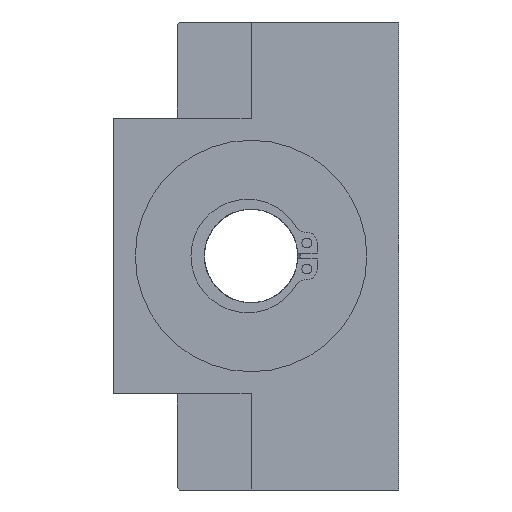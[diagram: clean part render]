
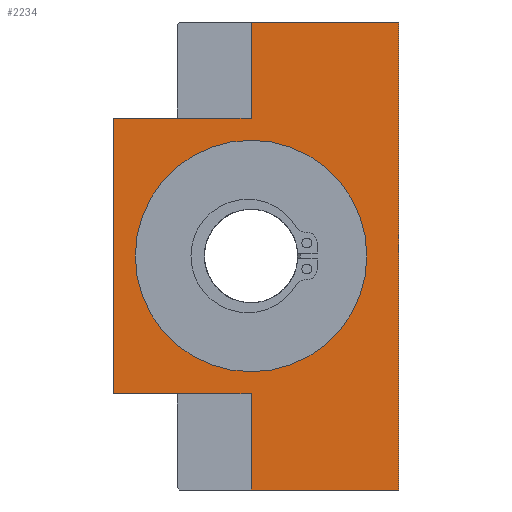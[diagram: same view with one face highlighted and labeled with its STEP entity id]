
A CAD part, left-side view. The second image highlights one B-rep face of the part: STEP entity #2234.
In plain terms, the highlighted planar face has unit normal (-1, 0, 0).
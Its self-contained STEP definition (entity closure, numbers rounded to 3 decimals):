
#72=PLANE('',#2459);
#168=LINE('',#3422,#356);
#172=LINE('',#3431,#360);
#175=LINE('',#3441,#363);
#178=LINE('',#3447,#366);
#181=LINE('',#3455,#369);
#184=LINE('',#3461,#372);
#187=LINE('',#3467,#375);
#190=LINE('',#3473,#378);
#356=VECTOR('',#2747,1000.);
#360=VECTOR('',#2753,1000.);
#363=VECTOR('',#2762,1000.);
#366=VECTOR('',#2767,1000.);
#369=VECTOR('',#2774,1000.);
#372=VECTOR('',#2779,1000.);
#375=VECTOR('',#2784,1000.);
#378=VECTOR('',#2789,1000.);
#639=ORIENTED_EDGE('',*,*,#1163,.T.);
#640=ORIENTED_EDGE('',*,*,#1135,.F.);
#641=ORIENTED_EDGE('',*,*,#1160,.F.);
#642=ORIENTED_EDGE('',*,*,#1157,.F.);
#643=ORIENTED_EDGE('',*,*,#1154,.F.);
#644=ORIENTED_EDGE('',*,*,#1151,.F.);
#645=ORIENTED_EDGE('',*,*,#1147,.F.);
#646=ORIENTED_EDGE('',*,*,#1144,.F.);
#647=ORIENTED_EDGE('',*,*,#1139,.F.);
#1135=EDGE_CURVE('',#1412,#1413,#168,.T.);
#1139=EDGE_CURVE('',#1413,#1416,#172,.T.);
#1144=EDGE_CURVE('',#1416,#1420,#175,.T.);
#1147=EDGE_CURVE('',#1420,#1422,#178,.T.);
#1151=EDGE_CURVE('',#1422,#1425,#181,.T.);
#1154=EDGE_CURVE('',#1425,#1427,#184,.T.);
#1157=EDGE_CURVE('',#1427,#1429,#187,.T.);
#1160=EDGE_CURVE('',#1429,#1412,#190,.T.);
#1163=EDGE_CURVE('',#1432,#1432,#1623,.T.);
#1412=VERTEX_POINT('',#3423);
#1413=VERTEX_POINT('',#3424);
#1416=VERTEX_POINT('',#3432);
#1420=VERTEX_POINT('',#3442);
#1422=VERTEX_POINT('',#3448);
#1425=VERTEX_POINT('',#3456);
#1427=VERTEX_POINT('',#3462);
#1429=VERTEX_POINT('',#3468);
#1432=VERTEX_POINT('',#3480);
#1623=CIRCLE('',#2460,23.5);
#1733=EDGE_LOOP('',(#639));
#1734=EDGE_LOOP('',(#640,#641,#642,#643,#644,#645,#646,#647));
#1965=FACE_BOUND('',#1733,.T.);
#1966=FACE_BOUND('',#1734,.T.);
#2234=ADVANCED_FACE('',(#1965,#1966),#72,.F.);
#2459=AXIS2_PLACEMENT_3D('',#3478,#2795,#2796);
#2460=AXIS2_PLACEMENT_3D('',#3479,#2797,#2798);
#2747=DIRECTION('',(0.,0.,1.));
#2753=DIRECTION('',(0.,-1.,0.));
#2762=DIRECTION('',(0.,0.,-1.));
#2767=DIRECTION('',(0.,1.,0.));
#2774=DIRECTION('',(0.,0.,1.));
#2779=DIRECTION('',(0.,1.,0.));
#2784=DIRECTION('',(0.,0.,1.));
#2789=DIRECTION('',(0.,-1.,0.));
#2795=DIRECTION('',(1.,0.,0.));
#2796=DIRECTION('',(0.,0.,-1.));
#2797=DIRECTION('',(1.,0.,0.));
#2798=DIRECTION('',(0.,0.,-1.));
#3422=CARTESIAN_POINT('',(-13.,30.,28.));
#3423=CARTESIAN_POINT('',(-13.,30.,28.));
#3424=CARTESIAN_POINT('',(-13.,30.,47.5));
#3431=CARTESIAN_POINT('',(-13.,30.,47.5));
#3432=CARTESIAN_POINT('',(-13.,0.,47.5));
#3441=CARTESIAN_POINT('',(-13.,0.,47.5));
#3442=CARTESIAN_POINT('',(-13.,0.,-47.5));
#3447=CARTESIAN_POINT('',(-13.,0.,-47.5));
#3448=CARTESIAN_POINT('',(-13.,30.,-47.5));
#3455=CARTESIAN_POINT('',(-13.,30.,-47.5));
#3456=CARTESIAN_POINT('',(-13.,30.,-28.));
#3461=CARTESIAN_POINT('',(-13.,30.,-28.));
#3462=CARTESIAN_POINT('',(-13.,58.,-28.));
#3467=CARTESIAN_POINT('',(-13.,58.,-28.));
#3468=CARTESIAN_POINT('',(-13.,58.,28.));
#3473=CARTESIAN_POINT('',(-13.,58.,28.));
#3478=CARTESIAN_POINT('',(-13.,0.,0.));
#3479=CARTESIAN_POINT('',(-13.,30.,0.));
#3480=CARTESIAN_POINT('',(-13.,30.,-23.5));
